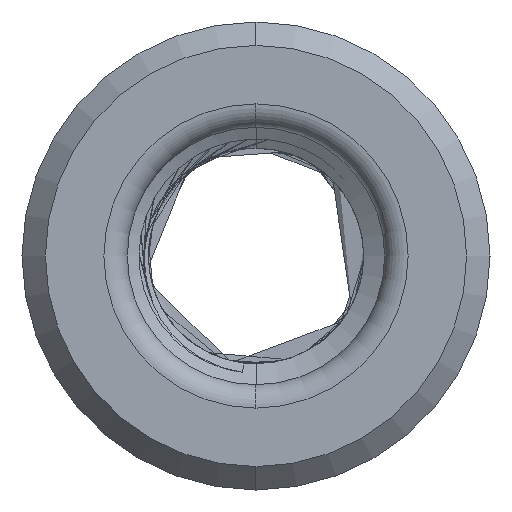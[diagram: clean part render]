
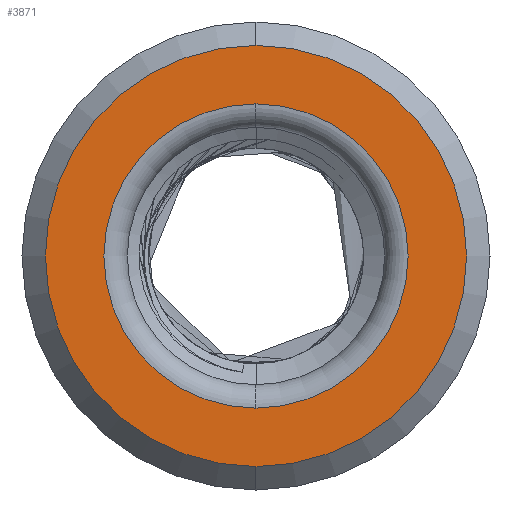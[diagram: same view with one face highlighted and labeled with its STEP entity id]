
A CAD part, left-side view. The second image highlights one B-rep face of the part: STEP entity #3871.
In plain terms, the highlighted planar face has unit normal (-1, 0, 0).
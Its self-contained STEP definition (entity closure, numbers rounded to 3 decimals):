
#871 = DIRECTION ( 'NONE',  ( -1., 0., 0. ) ) ;
#876 = CARTESIAN_POINT ( 'NONE',  ( 0., 0., 0. ) ) ;
#889 = DIRECTION ( 'NONE',  ( 0., 0., 1. ) ) ;
#1023 = CARTESIAN_POINT ( 'NONE',  ( 0., 0., 0. ) ) ;
#1024 = DIRECTION ( 'NONE',  ( -1., 0., 0. ) ) ;
#1025 = DIRECTION ( 'NONE',  ( 0., 0., 1. ) ) ;
#1318 = CARTESIAN_POINT ( 'NONE',  ( 0., 0., 0. ) ) ;
#1319 = DIRECTION ( 'NONE',  ( 0., 0., 1. ) ) ;
#1320 = CARTESIAN_POINT ( 'NONE',  ( 0., 0., 0. ) ) ;
#1322 = DIRECTION ( 'NONE',  ( -1., 0., 0. ) ) ;
#1325 = DIRECTION ( 'NONE',  ( -1., 0., 0. ) ) ;
#1326 = DIRECTION ( 'NONE',  ( 0., 0., 1. ) ) ;
#2320 = VERTEX_POINT ( 'NONE', #3679 ) ;
#2321 = EDGE_LOOP ( 'NONE', ( #5417, #5323 ) ) ;
#2328 = VERTEX_POINT ( 'NONE', #3684 ) ;
#2338 = EDGE_LOOP ( 'NONE', ( #5346, #5347 ) ) ;
#2356 = VERTEX_POINT ( 'NONE', #3665 ) ;
#2401 = VERTEX_POINT ( 'NONE', #3690 ) ;
#2586 = DIRECTION ( 'NONE',  ( 0., 0., -1. ) ) ;
#3665 = CARTESIAN_POINT ( 'NONE',  ( 0., 0., 6.5 ) ) ;
#3679 = CARTESIAN_POINT ( 'NONE',  ( 0., 0., -9. ) ) ;
#3684 = CARTESIAN_POINT ( 'NONE',  ( 0., 0., -6.5 ) ) ;
#3690 = CARTESIAN_POINT ( 'NONE',  ( 0., 0., 9. ) ) ;
#3836 = CARTESIAN_POINT ( 'NONE',  ( 0., 6.5, 0. ) ) ;
#3837 = DIRECTION ( 'NONE',  ( 1., 0., 0. ) ) ;
#3846 = PLANE ( 'NONE',  #4902 ) ;
#3871 = ADVANCED_FACE ( 'NONE', ( #5457, #5458 ), #3846, .F. ) ;
#3959 = CIRCLE ( 'NONE', #6472, 9. ) ;
#3961 = CIRCLE ( 'NONE', #6470, 6.5 ) ;
#4090 = CIRCLE ( 'NONE', #6407, 9. ) ;
#4139 = CIRCLE ( 'NONE', #6404, 6.5 ) ;
#4902 = AXIS2_PLACEMENT_3D ( 'NONE', #3836, #3837, #2586 ) ;
#4903 = EDGE_CURVE ( 'NONE', #2328, #2356, #3961, .T. ) ;
#4904 = EDGE_CURVE ( 'NONE', #2320, #2401, #3959, .T. ) ;
#5037 = EDGE_CURVE ( 'NONE', #2401, #2320, #4090, .T. ) ;
#5068 = EDGE_CURVE ( 'NONE', #2356, #2328, #4139, .T. ) ;
#5323 = ORIENTED_EDGE ( 'NONE', *, *, #4903, .F. ) ;
#5346 = ORIENTED_EDGE ( 'NONE', *, *, #4904, .T. ) ;
#5347 = ORIENTED_EDGE ( 'NONE', *, *, #5037, .T. ) ;
#5417 = ORIENTED_EDGE ( 'NONE', *, *, #5068, .F. ) ;
#5457 = FACE_BOUND ( 'NONE', #2321, .T. ) ;
#5458 = FACE_OUTER_BOUND ( 'NONE', #2338, .T. ) ;
#6404 = AXIS2_PLACEMENT_3D ( 'NONE', #1023, #1024, #1025 ) ;
#6407 = AXIS2_PLACEMENT_3D ( 'NONE', #876, #871, #889 ) ;
#6470 = AXIS2_PLACEMENT_3D ( 'NONE', #1318, #1322, #1319 ) ;
#6472 = AXIS2_PLACEMENT_3D ( 'NONE', #1320, #1325, #1326 ) ;
